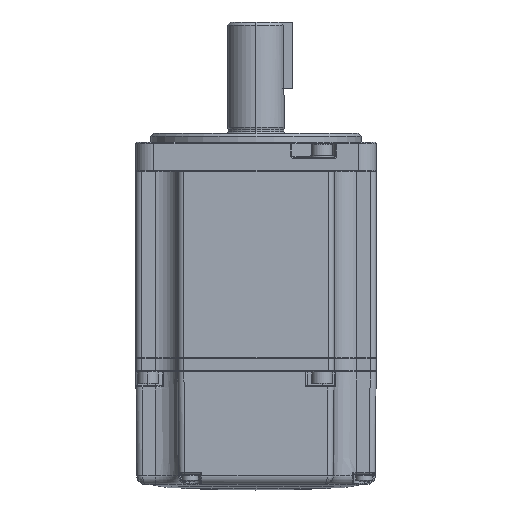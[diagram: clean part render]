
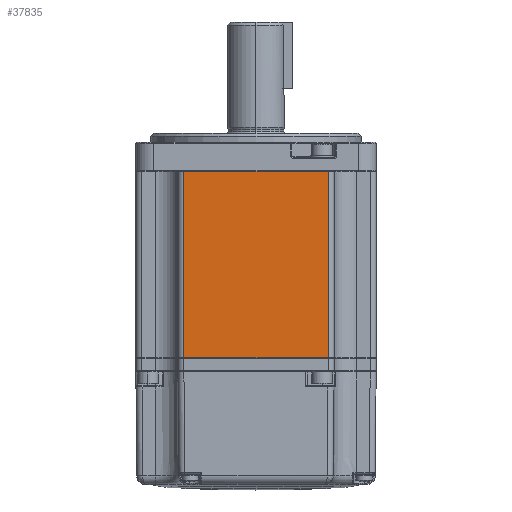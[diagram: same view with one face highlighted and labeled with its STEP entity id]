
A CAD part, front view. The second image highlights one B-rep face of the part: STEP entity #37835.
In plain terms, the highlighted planar face has unit normal (0, -1, 0).
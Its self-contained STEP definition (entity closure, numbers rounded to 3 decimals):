
#5173 = LINE ( 'NONE', #7763, #5176 ) ;
#5176 = VECTOR ( 'NONE', #7765, 1000. ) ;
#5185 = LINE ( 'NONE', #7779, #5188 ) ;
#5188 = VECTOR ( 'NONE', #7780, 1000. ) ;
#5307 = LINE ( 'NONE', #7930, #5310 ) ;
#5310 = VECTOR ( 'NONE', #7931, 1000. ) ;
#5311 = LINE ( 'NONE', #7923, #5313 ) ;
#5313 = VECTOR ( 'NONE', #7913, 1000. ) ;
#6486 = CARTESIAN_POINT ( 'NONE',  ( 24., -40., 63.3 ) ) ;
#6488 = CARTESIAN_POINT ( 'NONE',  ( 24., -40., 1.2 ) ) ;
#6490 = CARTESIAN_POINT ( 'NONE',  ( -24., -40., 63.3 ) ) ;
#6492 = CARTESIAN_POINT ( 'NONE',  ( -24., -40., 1.2 ) ) ;
#7763 = CARTESIAN_POINT ( 'NONE',  ( -24., -40., 63.3 ) ) ;
#7765 = DIRECTION ( 'NONE',  ( -1., 0., 0. ) ) ;
#7779 = CARTESIAN_POINT ( 'NONE',  ( 24., -40., 1.2 ) ) ;
#7780 = DIRECTION ( 'NONE',  ( 1., 0., 0. ) ) ;
#7913 = DIRECTION ( 'NONE',  ( 0., 0., 1. ) ) ;
#7923 = CARTESIAN_POINT ( 'NONE',  ( 24., -40., 64.5 ) ) ;
#7930 = CARTESIAN_POINT ( 'NONE',  ( -24., -40., 64.5 ) ) ;
#7931 = DIRECTION ( 'NONE',  ( 0., 0., -1. ) ) ;
#8434 = FACE_OUTER_BOUND ( 'NONE', #37325, .T. ) ;
#10844 = CARTESIAN_POINT ( 'NONE',  ( 0., -40., 64.5 ) ) ;
#10849 = PLANE ( 'NONE',  #15579 ) ;
#10852 = DIRECTION ( 'NONE',  ( 0., 1., 0. ) ) ;
#10853 = DIRECTION ( 'NONE',  ( -1., 0., 0. ) ) ;
#15579 = AXIS2_PLACEMENT_3D ( 'NONE', #10844, #10852, #10853 ) ;
#34807 = VERTEX_POINT ( 'NONE', #6486 ) ;
#34809 = VERTEX_POINT ( 'NONE', #6488 ) ;
#34811 = VERTEX_POINT ( 'NONE', #6490 ) ;
#34813 = VERTEX_POINT ( 'NONE', #6492 ) ;
#36914 = EDGE_CURVE ( 'NONE', #34807, #34811, #5173, .T. ) ;
#36921 = EDGE_CURVE ( 'NONE', #34813, #34809, #5185, .T. ) ;
#36989 = EDGE_CURVE ( 'NONE', #34811, #34813, #5307, .T. ) ;
#36991 = EDGE_CURVE ( 'NONE', #34809, #34807, #5311, .T. ) ;
#37325 = EDGE_LOOP ( 'NONE', ( #38746, #38747, #38748, #38749 ) ) ;
#37835 = ADVANCED_FACE ( 'NONE', ( #8434 ), #10849, .F. ) ;
#38746 = ORIENTED_EDGE ( 'NONE', *, *, #36989, .T. ) ;
#38747 = ORIENTED_EDGE ( 'NONE', *, *, #36921, .T. ) ;
#38748 = ORIENTED_EDGE ( 'NONE', *, *, #36991, .T. ) ;
#38749 = ORIENTED_EDGE ( 'NONE', *, *, #36914, .T. ) ;
